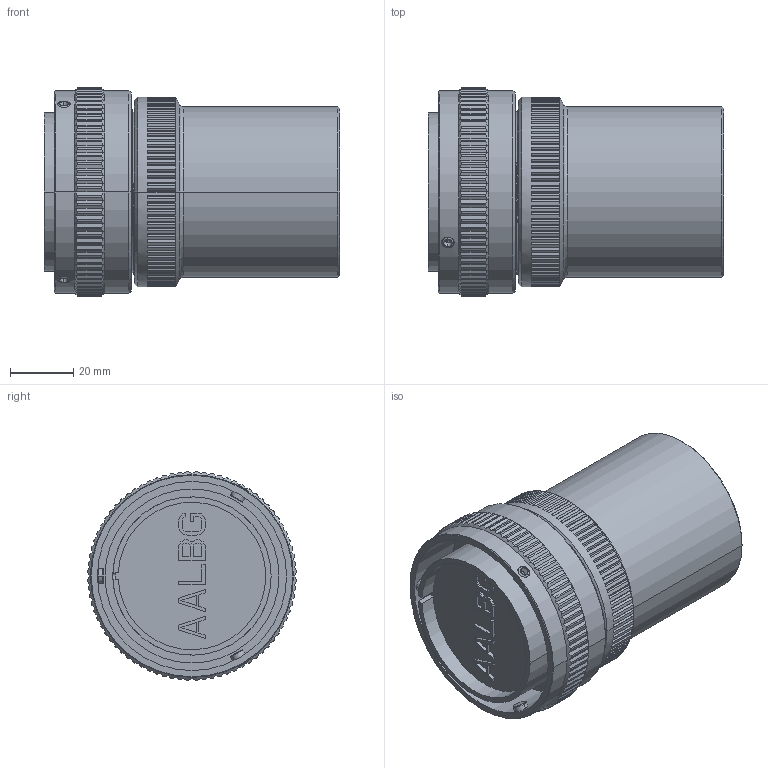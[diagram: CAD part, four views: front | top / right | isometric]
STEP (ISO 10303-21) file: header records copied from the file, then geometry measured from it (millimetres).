
FILE_DESCRIPTION((''),'2;1');
FILE_NAME('VG95234_3106-36_SW0001','2023-03-22T10:39:53',('paultorloting'),('NET AG system integration'),'CREO PARAMETRIC BY PTC INC, 2021404','CREO PARAMETRIC BY PTC INC, 2021404','');
FILE_SCHEMA(('AUTOMOTIVE_DESIGN { 1 0 10303 214 1 1 1 1 }'));
Length unit declared in the file: millimetre
Products named in the file (1): VG95234_3106-36_SW0001
Bounding box: 93.5 x 66.04 x 66.04 mm (x, y, z)
Volume: 216520.2 mm3; surface area: 33710.1 mm2
Topology: 1 solids, 1 shells, 970 faces, 2572 edges, 1630 vertices
Faces by surface type: plane 779, cylinder 126, cone 47, bspline 10, torus 8
Entity records: 40782 total; most frequent: CARTESIAN_POINT 12072, ORIENTED_EDGE 5132, DIRECTION 4672, EDGE_CURVE 2566, VECTOR 1641, LINE 1641, VERTEX_POINT 1630, AXIS2_PLACEMENT_3D 1514
